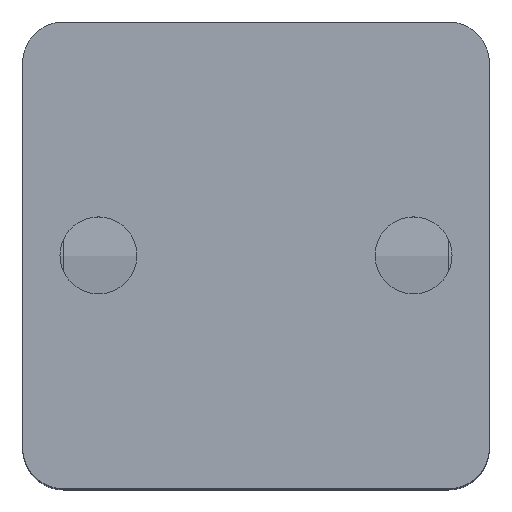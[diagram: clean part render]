
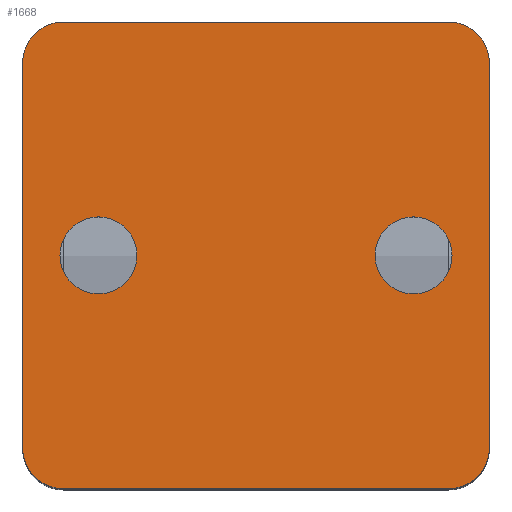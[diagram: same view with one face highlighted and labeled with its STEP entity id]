
A CAD part, top view. The second image highlights one B-rep face of the part: STEP entity #1668.
In plain terms, the highlighted face is planar.
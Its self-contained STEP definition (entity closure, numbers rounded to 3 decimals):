
#1197=CARTESIAN_POINT('',(16.5,-20.0,0.0));
#1198=VERTEX_POINT('',#1197);
#1205=CARTESIAN_POINT('',(20.,-16.5,0.0));
#1206=VERTEX_POINT('',#1205);
#1207=CARTESIAN_POINT('',(16.5,-16.5,0.0));
#1208=DIRECTION('',(0.0,0.0,1.0));
#1209=DIRECTION('',(0.707,-0.707,0.0));
#1210=AXIS2_PLACEMENT_3D('',#1207,#1208,#1209);
#1211=CIRCLE('',#1210,3.5);
#1212=EDGE_CURVE('',#1198,#1206,#1211,.T.);
#1279=CARTESIAN_POINT('',(20.,16.5,0.0));
#1280=VERTEX_POINT('',#1279);
#1281=CARTESIAN_POINT('',(20.,-16.5,0.0));
#1282=DIRECTION('',(0.0,1.0,0.0));
#1283=VECTOR('',#1282,33.0);
#1284=LINE('',#1281,#1283);
#1285=EDGE_CURVE('',#1206,#1280,#1284,.T.);
#1304=CARTESIAN_POINT('',(16.5,20.0,0.0));
#1305=VERTEX_POINT('',#1304);
#1306=CARTESIAN_POINT('',(16.5,16.5,0.0));
#1307=DIRECTION('',(0.0,0.0,1.0));
#1308=DIRECTION('',(0.707,0.707,0.0));
#1309=AXIS2_PLACEMENT_3D('',#1306,#1307,#1308);
#1310=CIRCLE('',#1309,3.5);
#1311=EDGE_CURVE('',#1280,#1305,#1310,.T.);
#1338=CARTESIAN_POINT('',(-16.5,20.,0.0));
#1339=VERTEX_POINT('',#1338);
#1346=CARTESIAN_POINT('',(-20.,16.5,0.0));
#1347=VERTEX_POINT('',#1346);
#1348=CARTESIAN_POINT('',(-16.5,16.5,0.0));
#1349=DIRECTION('',(0.0,0.0,1.0));
#1350=DIRECTION('',(-0.707,0.707,0.0));
#1351=AXIS2_PLACEMENT_3D('',#1348,#1349,#1350);
#1352=CIRCLE('',#1351,3.5);
#1353=EDGE_CURVE('',#1339,#1347,#1352,.T.);
#1420=CARTESIAN_POINT('',(-20.,-16.5,0.0));
#1421=VERTEX_POINT('',#1420);
#1422=CARTESIAN_POINT('',(-20.,16.5,0.0));
#1423=DIRECTION('',(0.0,-1.0,0.0));
#1424=VECTOR('',#1423,33.);
#1425=LINE('',#1422,#1424);
#1426=EDGE_CURVE('',#1347,#1421,#1425,.T.);
#1445=CARTESIAN_POINT('',(-16.5,-20.0,0.0));
#1446=VERTEX_POINT('',#1445);
#1447=CARTESIAN_POINT('',(-16.5,-16.5,0.0));
#1448=DIRECTION('',(0.0,0.0,1.0));
#1449=DIRECTION('',(-0.707,-0.707,0.0));
#1450=AXIS2_PLACEMENT_3D('',#1447,#1448,#1449);
#1451=CIRCLE('',#1450,3.5);
#1452=EDGE_CURVE('',#1421,#1446,#1451,.T.);
#1508=CARTESIAN_POINT('',(-16.8,0.,0.0));
#1509=VERTEX_POINT('',#1508);
#1510=CARTESIAN_POINT('',(-13.5,0.0,0.0));
#1511=DIRECTION('',(0.0,0.0,1.0));
#1512=DIRECTION('',(1.0,0.0,0.0));
#1513=AXIS2_PLACEMENT_3D('',#1510,#1511,#1512);
#1514=CIRCLE('',#1513,3.3);
#1515=EDGE_CURVE('',#1509,#1509,#1514,.T.);
#1568=CARTESIAN_POINT('',(10.2,0.,0.0));
#1569=VERTEX_POINT('',#1568);
#1570=CARTESIAN_POINT('',(13.5,0.,0.0));
#1571=DIRECTION('',(0.0,0.0,1.0));
#1572=DIRECTION('',(1.0,0.0,0.0));
#1573=AXIS2_PLACEMENT_3D('',#1570,#1571,#1572);
#1574=CIRCLE('',#1573,3.3);
#1575=EDGE_CURVE('',#1569,#1569,#1574,.T.);
#1589=CARTESIAN_POINT('',(16.5,20.0,0.0));
#1590=DIRECTION('',(-1.0,0.0,0.0));
#1591=VECTOR('',#1590,33.0);
#1592=LINE('',#1589,#1591);
#1593=EDGE_CURVE('',#1305,#1339,#1592,.T.);
#1638=CARTESIAN_POINT('',(-16.5,-20.0,0.0));
#1639=DIRECTION('',(1.0,0.0,0.0));
#1640=VECTOR('',#1639,33.);
#1641=LINE('',#1638,#1640);
#1642=EDGE_CURVE('',#1446,#1198,#1641,.T.);
#1647=CARTESIAN_POINT('',(0.,0.,0.0));
#1648=DIRECTION('',(0.0,0.0,1.0));
#1649=DIRECTION('',(1.0,0.0,0.0));
#1650=AXIS2_PLACEMENT_3D('',#1647,#1648,#1649);
#1651=PLANE('',#1650);
#1652=ORIENTED_EDGE('',*,*,#1212,.F.);
#1653=ORIENTED_EDGE('',*,*,#1642,.F.);
#1654=ORIENTED_EDGE('',*,*,#1452,.F.);
#1655=ORIENTED_EDGE('',*,*,#1426,.F.);
#1656=ORIENTED_EDGE('',*,*,#1353,.F.);
#1657=ORIENTED_EDGE('',*,*,#1593,.F.);
#1658=ORIENTED_EDGE('',*,*,#1311,.F.);
#1659=ORIENTED_EDGE('',*,*,#1285,.F.);
#1660=EDGE_LOOP('',(#1652,#1653,#1654,#1655,#1656,#1657,#1658,#1659));
#1661=FACE_OUTER_BOUND('',#1660,.T.);
#1662=ORIENTED_EDGE('',*,*,#1515,.T.);
#1663=EDGE_LOOP('',(#1662));
#1664=FACE_BOUND('',#1663,.T.);
#1665=ORIENTED_EDGE('',*,*,#1575,.T.);
#1666=EDGE_LOOP('',(#1665));
#1667=FACE_BOUND('',#1666,.T.);
#1668=ADVANCED_FACE('',(#1661,#1664,#1667),#1651,.F.);
